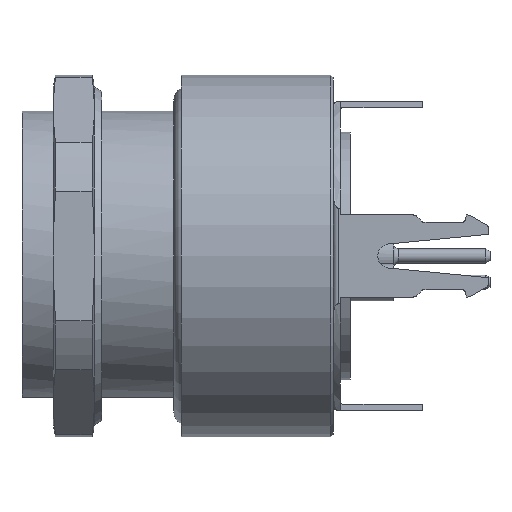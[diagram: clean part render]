
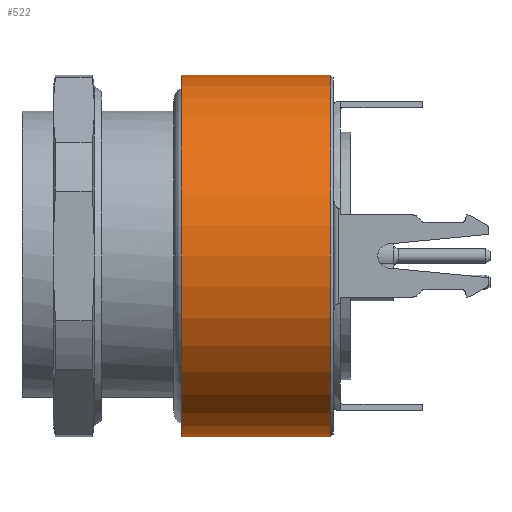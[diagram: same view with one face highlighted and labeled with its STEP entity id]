
A CAD part, front view. The second image highlights one B-rep face of the part: STEP entity #522.
In plain terms, the highlighted cylindrical face has radius 7.5 mm (diameter 15 mm), a full revolution.
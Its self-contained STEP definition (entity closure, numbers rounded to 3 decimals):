
#522=ADVANCED_FACE('',(#801,#802),#735,.T.);
#735=CYLINDRICAL_SURFACE('',#3784,7.5);
#801=FACE_BOUND('',#893,.T.);
#802=FACE_BOUND('',#894,.T.);
#893=EDGE_LOOP('',(#1714));
#894=EDGE_LOOP('',(#1715));
#1714=ORIENTED_EDGE('',*,*,#3108,.T.);
#1715=ORIENTED_EDGE('',*,*,#3106,.F.);
#2750=VERTEX_POINT('',#5194);
#2752=VERTEX_POINT('',#5199);
#3106=EDGE_CURVE('',#2750,#2750,#3623,.T.);
#3108=EDGE_CURVE('',#2752,#2752,#3625,.T.);
#3623=CIRCLE('',#3780,7.5);
#3625=CIRCLE('',#3783,7.5);
#3780=AXIS2_PLACEMENT_3D('',#5193,#4162,#4163);
#3783=AXIS2_PLACEMENT_3D('',#5198,#4168,#4169);
#3784=AXIS2_PLACEMENT_3D('',#5200,#4170,#4171);
#4162=DIRECTION('',(-1.,0.,0.));
#4163=DIRECTION('',(0.,1.,0.));
#4168=DIRECTION('',(-1.,0.,0.));
#4169=DIRECTION('',(0.,1.,0.));
#4170=DIRECTION('',(1.,0.,0.));
#4171=DIRECTION('',(0.,1.,0.));
#5193=CARTESIAN_POINT('',(6.9,0.,0.));
#5194=CARTESIAN_POINT('',(6.9,7.5,0.));
#5198=CARTESIAN_POINT('',(13.1,0.,0.));
#5199=CARTESIAN_POINT('',(13.1,7.5,0.));
#5200=CARTESIAN_POINT('',(0.3,0.,0.));
